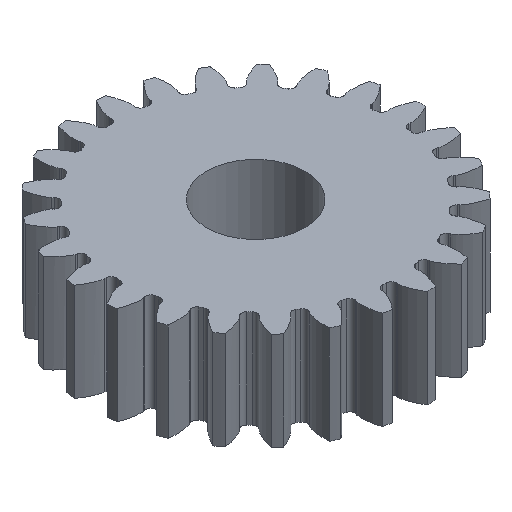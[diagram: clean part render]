
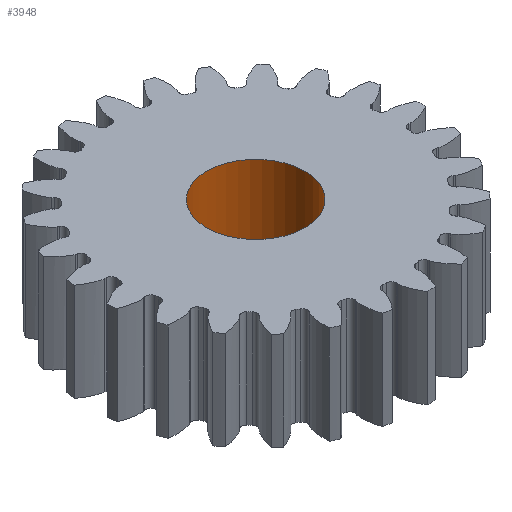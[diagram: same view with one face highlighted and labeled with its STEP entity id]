
A CAD part, isometric view. The second image highlights one B-rep face of the part: STEP entity #3948.
In plain terms, the highlighted cylindrical face has radius 2.54 mm (diameter 5.08 mm), a full revolution.
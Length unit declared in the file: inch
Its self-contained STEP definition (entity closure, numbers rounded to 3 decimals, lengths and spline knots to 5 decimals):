
#424=FACE_OUTER_BOUND('',#629,.T.);
#629=EDGE_LOOP('',(#3638,#3639,#3640,#3641));
#931=LINE('',#21396,#1232);
#1232=VECTOR('',#5333,0.1);
#1336=CIRCLE('',#4074,0.1);
#1434=CIRCLE('',#4317,0.1);
#1643=VERTEX_POINT('',#9917);
#1836=VERTEX_POINT('',#21393);
#2052=EDGE_CURVE('',#1643,#1643,#1336,.T.);
#2438=EDGE_CURVE('',#1836,#1836,#1434,.T.);
#2439=EDGE_CURVE('',#1836,#1643,#931,.T.);
#3638=ORIENTED_EDGE('',*,*,#2438,.F.);
#3639=ORIENTED_EDGE('',*,*,#2439,.T.);
#3640=ORIENTED_EDGE('',*,*,#2052,.T.);
#3641=ORIENTED_EDGE('',*,*,#2439,.F.);
#3745=CYLINDRICAL_SURFACE('',#4318,0.1);
#3948=ADVANCED_FACE('',(#424),#3745,.F.);
#4074=AXIS2_PLACEMENT_3D('',#9918,#4603,#4604);
#4317=AXIS2_PLACEMENT_3D('',#21394,#5329,#5330);
#4318=AXIS2_PLACEMENT_3D('',#21395,#5331,#5332);
#4603=DIRECTION('center_axis',(0.,0.,-1.));
#4604=DIRECTION('ref_axis',(1.,0.,0.));
#5329=DIRECTION('center_axis',(0.,0.,-1.));
#5330=DIRECTION('ref_axis',(1.,0.,0.));
#5331=DIRECTION('center_axis',(0.,0.,1.));
#5332=DIRECTION('ref_axis',(1.,0.,0.));
#5333=DIRECTION('',(0.,0.,-1.));
#9917=CARTESIAN_POINT('',(-0.1,0.,0.));
#9918=CARTESIAN_POINT('Origin',(0.,0.,0.));
#21393=CARTESIAN_POINT('',(-0.1,0.,0.2));
#21394=CARTESIAN_POINT('Origin',(0.,0.,0.2));
#21395=CARTESIAN_POINT('Origin',(0.,0.,0.));
#21396=CARTESIAN_POINT('',(-0.1,0.,0.));
